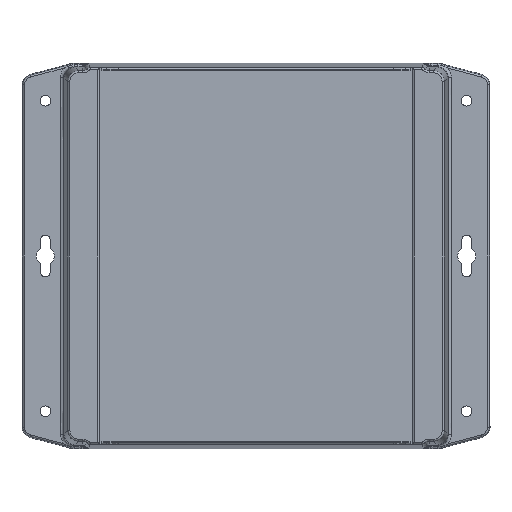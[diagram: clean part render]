
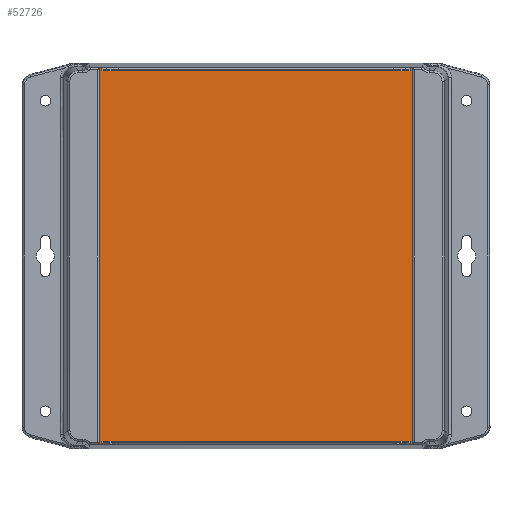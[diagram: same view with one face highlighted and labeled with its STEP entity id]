
A CAD part, front view. The second image highlights one B-rep face of the part: STEP entity #52726.
In plain terms, the highlighted face is planar.
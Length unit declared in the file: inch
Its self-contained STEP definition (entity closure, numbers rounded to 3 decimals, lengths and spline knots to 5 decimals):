
#817 = LINE ( 'NONE', #17545, #2555 ) ;
#967 = CARTESIAN_POINT ( 'NONE',  ( 2.8937, 1.77953, 0. ) ) ;
#2501 = CARTESIAN_POINT ( 'NONE',  ( -2.8937, 1.77953, 3.4851 ) ) ;
#2555 = VECTOR ( 'NONE', #44074, 39.37008 ) ;
#2618 = CARTESIAN_POINT ( 'NONE',  ( 3.54331, 1.77953, 3.4851 ) ) ;
#3437 = LINE ( 'NONE', #15704, #29735 ) ;
#4331 = DIRECTION ( 'NONE',  ( 0., -1., 0. ) ) ;
#4503 = VERTEX_POINT ( 'NONE', #38768 ) ;
#4745 = ORIENTED_EDGE ( 'NONE', *, *, #51341, .F. ) ;
#5017 = DIRECTION ( 'NONE',  ( 0., 0., 1. ) ) ;
#5208 = VECTOR ( 'NONE', #18428, 39.37008 ) ;
#6664 = DIRECTION ( 'NONE',  ( 0., 0., 1. ) ) ;
#7900 = VECTOR ( 'NONE', #47286, 39.37008 ) ;
#8995 = LINE ( 'NONE', #9816, #7900 ) ;
#9058 = CARTESIAN_POINT ( 'NONE',  ( -2.85433, 1.77953, -3.4252 ) ) ;
#9816 = CARTESIAN_POINT ( 'NONE',  ( 3.54331, 1.77953, 3.4851 ) ) ;
#11024 = CARTESIAN_POINT ( 'NONE',  ( -2.85433, 1.77953, 3.4252 ) ) ;
#11213 = EDGE_CURVE ( 'NONE', #29428, #14478, #11949, .T. ) ;
#11949 = LINE ( 'NONE', #24233, #52111 ) ;
#12217 = CARTESIAN_POINT ( 'NONE',  ( -2.85433, 1.77953, -3.4851 ) ) ;
#12322 = VECTOR ( 'NONE', #24088, 39.37008 ) ;
#12873 = VECTOR ( 'NONE', #40888, 39.37008 ) ;
#13199 = ORIENTED_EDGE ( 'NONE', *, *, #26239, .F. ) ;
#13864 = EDGE_CURVE ( 'NONE', #4503, #45595, #3437, .T. ) ;
#14478 = VERTEX_POINT ( 'NONE', #46035 ) ;
#14918 = VECTOR ( 'NONE', #21338, 39.37008 ) ;
#15437 = CARTESIAN_POINT ( 'NONE',  ( 2.8937, 1.77953, 3.4252 ) ) ;
#15498 = EDGE_CURVE ( 'NONE', #36159, #41014, #26222, .T. ) ;
#15704 = CARTESIAN_POINT ( 'NONE',  ( 2.8937, 1.77953, 0. ) ) ;
#15723 = VERTEX_POINT ( 'NONE', #51543 ) ;
#15807 = ORIENTED_EDGE ( 'NONE', *, *, #34568, .F. ) ;
#17520 = ORIENTED_EDGE ( 'NONE', *, *, #23188, .F. ) ;
#17545 = CARTESIAN_POINT ( 'NONE',  ( 2.8937, 1.77953, -3.4252 ) ) ;
#18428 = DIRECTION ( 'NONE',  ( 0., 0., -1. ) ) ;
#18593 = ORIENTED_EDGE ( 'NONE', *, *, #15498, .F. ) ;
#20017 = FACE_OUTER_BOUND ( 'NONE', #43413, .T. ) ;
#21338 = DIRECTION ( 'NONE',  ( 1., 0., 0. ) ) ;
#21676 = VECTOR ( 'NONE', #35464, 39.37008 ) ;
#21781 = LINE ( 'NONE', #39657, #5208 ) ;
#21886 = LINE ( 'NONE', #29186, #14918 ) ;
#22479 = DIRECTION ( 'NONE',  ( 0., 0., -1. ) ) ;
#23011 = EDGE_CURVE ( 'NONE', #52428, #29428, #40302, .T. ) ;
#23188 = EDGE_CURVE ( 'NONE', #14478, #46598, #8995, .T. ) ;
#24088 = DIRECTION ( 'NONE',  ( -1., 0., 0. ) ) ;
#24228 = VERTEX_POINT ( 'NONE', #35494 ) ;
#24233 = CARTESIAN_POINT ( 'NONE',  ( -2.85433, 1.77953, 0. ) ) ;
#24584 = VECTOR ( 'NONE', #45077, 39.37008 ) ;
#24904 = DIRECTION ( 'NONE',  ( 0., 0., 1. ) ) ;
#24967 = EDGE_CURVE ( 'NONE', #32403, #52428, #39810, .T. ) ;
#25554 = AXIS2_PLACEMENT_3D ( 'NONE', #967, #4331, #42876 ) ;
#26222 = LINE ( 'NONE', #43287, #33126 ) ;
#26239 = EDGE_CURVE ( 'NONE', #41014, #52167, #817, .T. ) ;
#26506 = ORIENTED_EDGE ( 'NONE', *, *, #24967, .F. ) ;
#27924 = LINE ( 'NONE', #35727, #21676 ) ;
#28026 = LINE ( 'NONE', #2618, #24584 ) ;
#29186 = CARTESIAN_POINT ( 'NONE',  ( -3.54331, 1.77953, -3.4851 ) ) ;
#29428 = VERTEX_POINT ( 'NONE', #11024 ) ;
#29735 = VECTOR ( 'NONE', #24904, 39.37008 ) ;
#30350 = CARTESIAN_POINT ( 'NONE',  ( 2.85433, 1.77953, 0. ) ) ;
#32403 = VERTEX_POINT ( 'NONE', #40188 ) ;
#32960 = VECTOR ( 'NONE', #22479, 39.37008 ) ;
#33126 = VECTOR ( 'NONE', #5017, 39.37008 ) ;
#33304 = ORIENTED_EDGE ( 'NONE', *, *, #13864, .F. ) ;
#34465 = PLANE ( 'NONE',  #25554 ) ;
#34568 = EDGE_CURVE ( 'NONE', #46598, #24228, #27924, .T. ) ;
#35464 = DIRECTION ( 'NONE',  ( 0., 0., -1. ) ) ;
#35494 = CARTESIAN_POINT ( 'NONE',  ( -2.8937, 1.77953, -3.4851 ) ) ;
#35727 = CARTESIAN_POINT ( 'NONE',  ( -2.8937, 1.77953, 0. ) ) ;
#36159 = VERTEX_POINT ( 'NONE', #12217 ) ;
#36403 = CARTESIAN_POINT ( 'NONE',  ( -3.54331, 1.77953, -3.4851 ) ) ;
#38512 = CARTESIAN_POINT ( 'NONE',  ( 2.85433, 1.77953, 3.4252 ) ) ;
#38768 = CARTESIAN_POINT ( 'NONE',  ( 2.8937, 1.77953, -3.4851 ) ) ;
#39657 = CARTESIAN_POINT ( 'NONE',  ( 2.85433, 1.77953, 0. ) ) ;
#39810 = LINE ( 'NONE', #30350, #32960 ) ;
#40188 = CARTESIAN_POINT ( 'NONE',  ( 2.85433, 1.77953, 3.4851 ) ) ;
#40302 = LINE ( 'NONE', #15437, #12322 ) ;
#40888 = DIRECTION ( 'NONE',  ( 1., 0., 0. ) ) ;
#40999 = EDGE_CURVE ( 'NONE', #15723, #4503, #21886, .T. ) ;
#41014 = VERTEX_POINT ( 'NONE', #9058 ) ;
#42876 = DIRECTION ( 'NONE',  ( 0., 0., -1. ) ) ;
#43241 = ORIENTED_EDGE ( 'NONE', *, *, #44889, .F. ) ;
#43287 = CARTESIAN_POINT ( 'NONE',  ( -2.85433, 1.77953, 0. ) ) ;
#43413 = EDGE_LOOP ( 'NONE', ( #4745, #33304, #47361, #43241, #13199, #18593, #46182, #15807, #17520, #49413, #46097, #26506 ) ) ;
#44074 = DIRECTION ( 'NONE',  ( 1., 0., 0. ) ) ;
#44434 = CARTESIAN_POINT ( 'NONE',  ( 2.85433, 1.77953, -3.4252 ) ) ;
#44739 = CARTESIAN_POINT ( 'NONE',  ( 2.8937, 1.77953, 3.4851 ) ) ;
#44889 = EDGE_CURVE ( 'NONE', #52167, #15723, #21781, .T. ) ;
#45077 = DIRECTION ( 'NONE',  ( -1., 0., 0. ) ) ;
#45595 = VERTEX_POINT ( 'NONE', #44739 ) ;
#46035 = CARTESIAN_POINT ( 'NONE',  ( -2.85433, 1.77953, 3.4851 ) ) ;
#46097 = ORIENTED_EDGE ( 'NONE', *, *, #23011, .F. ) ;
#46182 = ORIENTED_EDGE ( 'NONE', *, *, #49140, .F. ) ;
#46598 = VERTEX_POINT ( 'NONE', #2501 ) ;
#47286 = DIRECTION ( 'NONE',  ( -1., 0., 0. ) ) ;
#47361 = ORIENTED_EDGE ( 'NONE', *, *, #40999, .F. ) ;
#49140 = EDGE_CURVE ( 'NONE', #24228, #36159, #53472, .T. ) ;
#49413 = ORIENTED_EDGE ( 'NONE', *, *, #11213, .F. ) ;
#51341 = EDGE_CURVE ( 'NONE', #45595, #32403, #28026, .T. ) ;
#51543 = CARTESIAN_POINT ( 'NONE',  ( 2.85433, 1.77953, -3.4851 ) ) ;
#52111 = VECTOR ( 'NONE', #6664, 39.37008 ) ;
#52167 = VERTEX_POINT ( 'NONE', #44434 ) ;
#52428 = VERTEX_POINT ( 'NONE', #38512 ) ;
#52726 = ADVANCED_FACE ( 'NONE', ( #20017 ), #34465, .F. ) ;
#53472 = LINE ( 'NONE', #36403, #12873 ) ;
